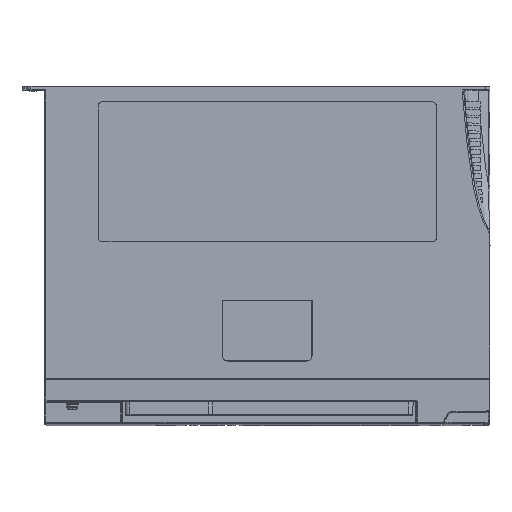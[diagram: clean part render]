
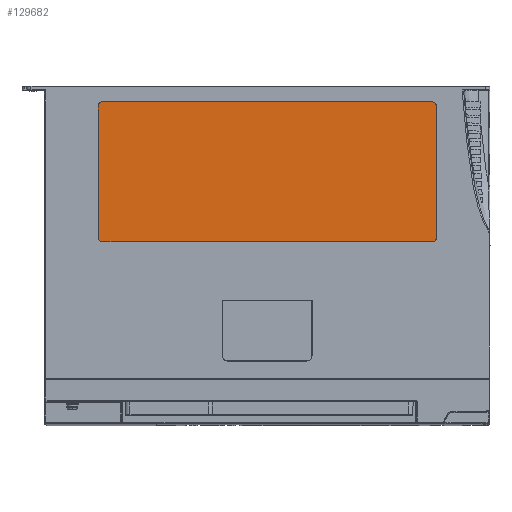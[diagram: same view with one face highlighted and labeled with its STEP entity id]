
A CAD part, top view. The second image highlights one B-rep face of the part: STEP entity #129682.
In plain terms, the highlighted face is planar.
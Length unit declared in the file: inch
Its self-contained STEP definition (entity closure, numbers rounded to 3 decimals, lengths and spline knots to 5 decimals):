
#672 = CARTESIAN_POINT ( 'NONE',  ( -3.96357, -4.7402, -4.38382 ) ) ;
#1662 = AXIS2_PLACEMENT_3D ( 'NONE', #24053, #1708, #94258 ) ;
#1708 = DIRECTION ( 'NONE',  ( -1., 0., 0. ) ) ;
#5752 = DIRECTION ( 'NONE',  ( -1., 0., 0. ) ) ;
#6374 = AXIS2_PLACEMENT_3D ( 'NONE', #75428, #26909, #133412 ) ;
#10633 = ORIENTED_EDGE ( 'NONE', *, *, #114678, .T. ) ;
#11380 = VERTEX_POINT ( 'NONE', #22437 ) ;
#12628 = ORIENTED_EDGE ( 'NONE', *, *, #84423, .T. ) ;
#15984 = CIRCLE ( 'NONE', #38000, 0.10591 ) ;
#16169 = CARTESIAN_POINT ( 'NONE',  ( -3.96357, -4.8462, -4.80092 ) ) ;
#16950 = DIRECTION ( 'NONE',  ( 0., 0., 1. ) ) ;
#18547 = VERTEX_POINT ( 'NONE', #116649 ) ;
#21315 = CIRCLE ( 'NONE', #1662, 0.10565 ) ;
#22437 = CARTESIAN_POINT ( 'NONE',  ( -3.96357, -4.74021, -4.48972 ) ) ;
#22756 = CIRCLE ( 'NONE', #81867, 0.10565 ) ;
#24053 = CARTESIAN_POINT ( 'NONE',  ( -3.96357, 3.9213, -0.91974 ) ) ;
#25311 = EDGE_CURVE ( 'NONE', #149549, #38914, #51368, .T. ) ;
#26909 = DIRECTION ( 'NONE',  ( -1., 0., 0. ) ) ;
#27314 = CARTESIAN_POINT ( 'NONE',  ( -3.96357, 3.92263, -4.38458 ) ) ;
#32916 = CARTESIAN_POINT ( 'NONE',  ( -3.96357, 4.02695, -4.80315 ) ) ;
#35046 = EDGE_CURVE ( 'NONE', #73776, #106568, #122557, .T. ) ;
#37986 = AXIS2_PLACEMENT_3D ( 'NONE', #27314, #5752, #134607 ) ;
#38000 = AXIS2_PLACEMENT_3D ( 'NONE', #672, #115491, #116259 ) ;
#38914 = VERTEX_POINT ( 'NONE', #85124 ) ;
#39189 = ORIENTED_EDGE ( 'NONE', *, *, #132833, .T. ) ;
#39850 = CARTESIAN_POINT ( 'NONE',  ( -3.96357, 4.02695, -0.92044 ) ) ;
#41827 = CARTESIAN_POINT ( 'NONE',  ( -3.96357, 3.92131, -4.48972 ) ) ;
#47847 = ORIENTED_EDGE ( 'NONE', *, *, #79005, .T. ) ;
#48261 = CIRCLE ( 'NONE', #6374, 0.10515 ) ;
#50532 = ORIENTED_EDGE ( 'NONE', *, *, #25311, .F. ) ;
#50715 = ORIENTED_EDGE ( 'NONE', *, *, #35046, .T. ) ;
#51077 = LINE ( 'NONE', #133734, #102857 ) ;
#51368 = LINE ( 'NONE', #143286, #141758 ) ;
#62728 = EDGE_CURVE ( 'NONE', #18547, #139816, #69839, .T. ) ;
#68224 = CARTESIAN_POINT ( 'NONE',  ( -3.96357, 4.02695, -0.91974 ) ) ;
#69839 = LINE ( 'NONE', #32916, #81313 ) ;
#71483 = CARTESIAN_POINT ( 'NONE',  ( -3.96357, -4.74019, -0.91904 ) ) ;
#73221 = VERTEX_POINT ( 'NONE', #68224 ) ;
#73776 = VERTEX_POINT ( 'NONE', #110443 ) ;
#75428 = CARTESIAN_POINT ( 'NONE',  ( -3.96357, 3.92263, -4.38458 ) ) ;
#75782 = ORIENTED_EDGE ( 'NONE', *, *, #96219, .F. ) ;
#79005 = EDGE_CURVE ( 'NONE', #73221, #139816, #22756, .T. ) ;
#81313 = VECTOR ( 'NONE', #91493, 39.37008 ) ;
#81867 = AXIS2_PLACEMENT_3D ( 'NONE', #134062, #142000, #129723 ) ;
#83895 = DIRECTION ( 'NONE',  ( -1., 0., 0. ) ) ;
#84423 = EDGE_CURVE ( 'NONE', #106568, #38914, #114772, .T. ) ;
#85124 = CARTESIAN_POINT ( 'NONE',  ( -3.96357, -4.74689, -0.81408 ) ) ;
#88111 = EDGE_LOOP ( 'NONE', ( #10633, #75782, #113242, #50715, #12628, #50532, #39189, #47847, #105521 ) ) ;
#91493 = DIRECTION ( 'NONE',  ( 0., 0., 1. ) ) ;
#94258 = DIRECTION ( 'NONE',  ( 0., 1., 0. ) ) ;
#96219 = EDGE_CURVE ( 'NONE', #11380, #114179, #51077, .T. ) ;
#98303 = PLANE ( 'NONE',  #37986 ) ;
#101039 = DIRECTION ( 'NONE',  ( 0., 1., 0. ) ) ;
#102857 = VECTOR ( 'NONE', #101039, 39.37008 ) ;
#105521 = ORIENTED_EDGE ( 'NONE', *, *, #62728, .F. ) ;
#106568 = VERTEX_POINT ( 'NONE', #144384 ) ;
#109287 = DIRECTION ( 'NONE',  ( 0., -1., 0. ) ) ;
#110443 = CARTESIAN_POINT ( 'NONE',  ( -3.96357, -4.84611, -4.3836 ) ) ;
#112309 = EDGE_CURVE ( 'NONE', #11380, #73776, #15984, .T. ) ;
#113242 = ORIENTED_EDGE ( 'NONE', *, *, #112309, .T. ) ;
#114179 = VERTEX_POINT ( 'NONE', #41827 ) ;
#114678 = EDGE_CURVE ( 'NONE', #18547, #114179, #48261, .T. ) ;
#114772 = CIRCLE ( 'NONE', #119467, 0.10517 ) ;
#115491 = DIRECTION ( 'NONE',  ( -1., 0., 0. ) ) ;
#116259 = DIRECTION ( 'NONE',  ( 0., 1., 0. ) ) ;
#116649 = CARTESIAN_POINT ( 'NONE',  ( -3.96357, 4.02695, -4.39773 ) ) ;
#118648 = CARTESIAN_POINT ( 'NONE',  ( -3.96357, 3.9213, -0.81408 ) ) ;
#119467 = AXIS2_PLACEMENT_3D ( 'NONE', #71483, #83895, #131007 ) ;
#122557 = LINE ( 'NONE', #16169, #131698 ) ;
#129682 = ADVANCED_FACE ( 'NONE', ( #132292 ), #98303, .T. ) ;
#129723 = DIRECTION ( 'NONE',  ( 0., 1., 0. ) ) ;
#131007 = DIRECTION ( 'NONE',  ( 0., 1., 0. ) ) ;
#131698 = VECTOR ( 'NONE', #16950, 39.37008 ) ;
#132292 = FACE_OUTER_BOUND ( 'NONE', #88111, .T. ) ;
#132833 = EDGE_CURVE ( 'NONE', #149549, #73221, #21315, .T. ) ;
#133412 = DIRECTION ( 'NONE',  ( 0., 1., 0. ) ) ;
#133734 = CARTESIAN_POINT ( 'NONE',  ( -3.96357, 5.43701, -4.48972 ) ) ;
#134062 = CARTESIAN_POINT ( 'NONE',  ( -3.96357, 3.9213, -0.91974 ) ) ;
#134607 = DIRECTION ( 'NONE',  ( 0., 1., 0. ) ) ;
#139816 = VERTEX_POINT ( 'NONE', #39850 ) ;
#141758 = VECTOR ( 'NONE', #109287, 39.37008 ) ;
#142000 = DIRECTION ( 'NONE',  ( -1., 0., 0. ) ) ;
#143286 = CARTESIAN_POINT ( 'NONE',  ( -3.96357, 5.43701, -0.81408 ) ) ;
#144384 = CARTESIAN_POINT ( 'NONE',  ( -3.96357, -4.84536, -0.91904 ) ) ;
#149549 = VERTEX_POINT ( 'NONE', #118648 ) ;
